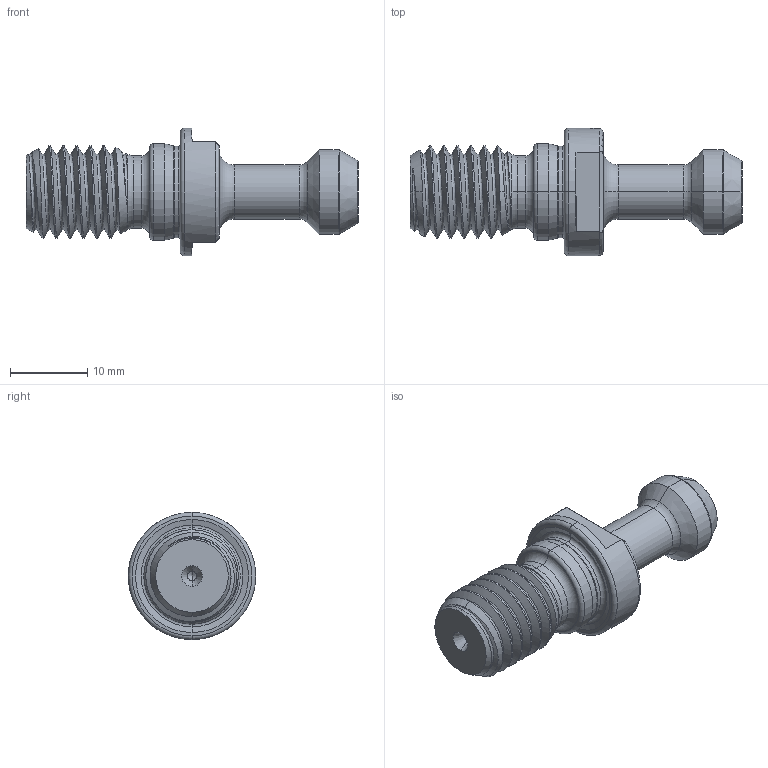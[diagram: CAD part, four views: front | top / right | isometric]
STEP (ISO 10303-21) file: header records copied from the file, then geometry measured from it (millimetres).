
FILE_DESCRIPTION (( 'STEP AP214' ), '1' );
FILE_NAME ('3003TRK-MF.STEP', '2022-03-16T08:47:53', ( '' ), ( '' ), 'SwSTEP 2.0', 'SolidWorks 2021', '' );
FILE_SCHEMA (( 'AUTOMOTIVE_DESIGN' ));
Length unit declared in the file: millimetre
Products named in the file (1): 3003TRK-MF
Bounding box: 43 x 16.5 x 16.5 mm (x, y, z)
Volume: 3813.9 mm3; surface area: 2108.1 mm2
Topology: 1 solids, 1 shells, 88 faces, 202 edges, 117 vertices
Faces by surface type: cylinder 28, cone 24, torus 22, plane 11, bspline 3
Entity records: 5582 total; most frequent: CARTESIAN_POINT 2679, DIRECTION 416, ORIENTED_EDGE 396, EDGE_CURVE 198, AXIS2_PLACEMENT_3D 178, VERTEX_POINT 117, EDGE_LOOP 93, CIRCLE 92
